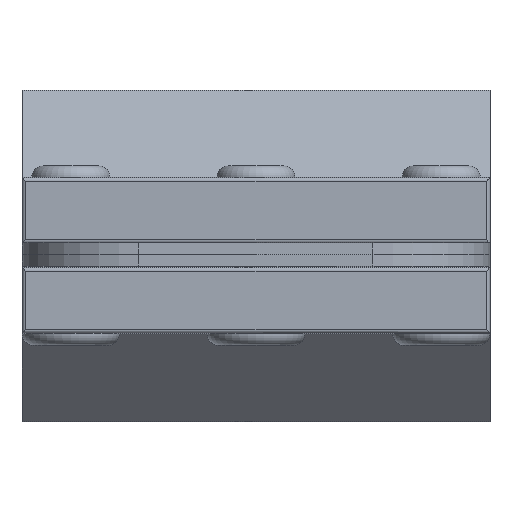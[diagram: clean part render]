
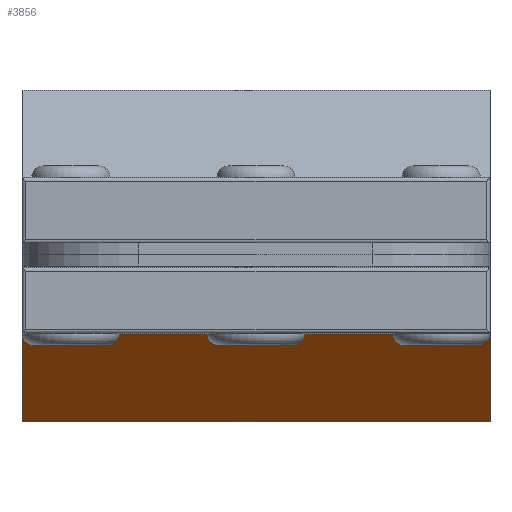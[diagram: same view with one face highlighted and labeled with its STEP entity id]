
A CAD part, top view. The second image highlights one B-rep face of the part: STEP entity #3856.
In plain terms, the highlighted planar face has unit normal (0, -0.701, 0.714).
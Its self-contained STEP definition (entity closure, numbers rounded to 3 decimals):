
#458 = DIRECTION ( 'NONE',  ( 0., 0.714, 0.7 ) ) ;
#1890 = ORIENTED_EDGE ( 'NONE', *, *, #6659, .F. ) ;
#1915 = LINE ( 'NONE', #12280, #6869 ) ;
#2153 = LINE ( 'NONE', #11491, #13374 ) ;
#2157 = VECTOR ( 'NONE', #7352, 1000. ) ;
#2751 = DIRECTION ( 'NONE',  ( 0., 0.7, -0.714 ) ) ;
#3298 = ORIENTED_EDGE ( 'NONE', *, *, #3309, .T. ) ;
#3309 = EDGE_CURVE ( 'NONE', #8859, #16846, #4378, .T. ) ;
#3793 = EDGE_LOOP ( 'NONE', ( #15765, #16339, #1890, #3298 ) ) ;
#3856 = ADVANCED_FACE ( 'NONE', ( #5385 ), #4031, .F. ) ;
#4031 = PLANE ( 'NONE',  #8700 ) ;
#4202 = VERTEX_POINT ( 'NONE', #7310 ) ;
#4378 = LINE ( 'NONE', #13230, #11675 ) ;
#5385 = FACE_OUTER_BOUND ( 'NONE', #3793, .T. ) ;
#6064 = CARTESIAN_POINT ( 'NONE',  ( -8.534, -5.7, 51. ) ) ;
#6327 = EDGE_CURVE ( 'NONE', #16846, #9371, #1915, .T. ) ;
#6659 = EDGE_CURVE ( 'NONE', #8859, #4202, #2153, .T. ) ;
#6869 = VECTOR ( 'NONE', #458, 1000. ) ;
#7310 = CARTESIAN_POINT ( 'NONE',  ( -8.534, -3.45, 53.208 ) ) ;
#7352 = DIRECTION ( 'NONE',  ( 1., 0., 0. ) ) ;
#7710 = EDGE_CURVE ( 'NONE', #4202, #9371, #11566, .T. ) ;
#7855 = CARTESIAN_POINT ( 'NONE',  ( 3.466, -3.45, 53.208 ) ) ;
#8700 = AXIS2_PLACEMENT_3D ( 'NONE', #15974, #2751, #11841 ) ;
#8859 = VERTEX_POINT ( 'NONE', #6064 ) ;
#9371 = VERTEX_POINT ( 'NONE', #7855 ) ;
#9929 = DIRECTION ( 'NONE',  ( 0., 0.714, 0.7 ) ) ;
#10295 = CARTESIAN_POINT ( 'NONE',  ( 3.466, -5.7, 51. ) ) ;
#11491 = CARTESIAN_POINT ( 'NONE',  ( -8.534, -3.45, 53.208 ) ) ;
#11566 = LINE ( 'NONE', #15199, #2157 ) ;
#11675 = VECTOR ( 'NONE', #14629, 1000. ) ;
#11841 = DIRECTION ( 'NONE',  ( 0., 0.714, 0.7 ) ) ;
#12280 = CARTESIAN_POINT ( 'NONE',  ( 3.466, -3.45, 53.208 ) ) ;
#13230 = CARTESIAN_POINT ( 'NONE',  ( -8.534, -5.7, 51. ) ) ;
#13374 = VECTOR ( 'NONE', #9929, 1000. ) ;
#14629 = DIRECTION ( 'NONE',  ( 1., 0., 0. ) ) ;
#15199 = CARTESIAN_POINT ( 'NONE',  ( -8.534, -3.45, 53.208 ) ) ;
#15765 = ORIENTED_EDGE ( 'NONE', *, *, #6327, .T. ) ;
#15974 = CARTESIAN_POINT ( 'NONE',  ( -8.534, -3.45, 53.208 ) ) ;
#16339 = ORIENTED_EDGE ( 'NONE', *, *, #7710, .F. ) ;
#16846 = VERTEX_POINT ( 'NONE', #10295 ) ;
